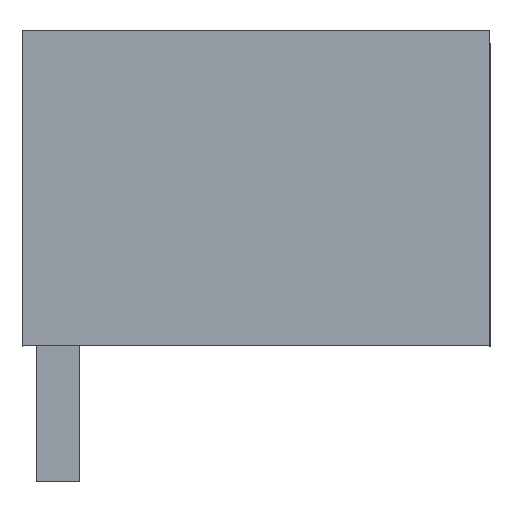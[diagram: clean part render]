
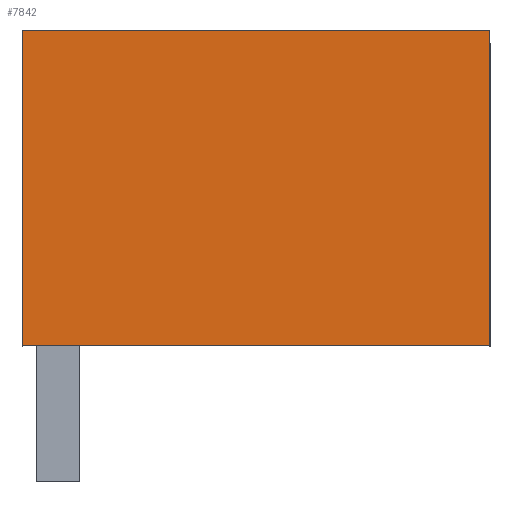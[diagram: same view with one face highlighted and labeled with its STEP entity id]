
A CAD part, left-side view. The second image highlights one B-rep face of the part: STEP entity #7842.
In plain terms, the highlighted planar face has unit normal (-1, 0, 0).
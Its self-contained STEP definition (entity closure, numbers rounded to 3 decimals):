
#7829=AXIS2_PLACEMENT_3D('Plane Axis2P3D',#7826,#7827,#7828) ;
#2768=CARTESIAN_POINT('Vertex',(0.,11.05,3.2)) ;
#2771=CARTESIAN_POINT('Line Origine',(0.,11.05,6.925)) ;
#2775=CARTESIAN_POINT('Vertex',(0.,11.05,10.65)) ;
#3231=CARTESIAN_POINT('Line Origine',(0.,5.525,3.2)) ;
#3235=CARTESIAN_POINT('Vertex',(0.,0.,3.2)) ;
#6630=CARTESIAN_POINT('Line Origine',(0.,5.525,10.65)) ;
#6634=CARTESIAN_POINT('Vertex',(0.,0.,10.65)) ;
#7826=CARTESIAN_POINT('Axis2P3D Location',(0.,-2.377,0.)) ;
#7831=CARTESIAN_POINT('Line Origine',(0.,0.,6.925)) ;
#2772=DIRECTION('Vector Direction',(0.,0.,-1.)) ;
#3232=DIRECTION('Vector Direction',(0.,1.,0.)) ;
#6631=DIRECTION('Vector Direction',(0.,-1.,0.)) ;
#7827=DIRECTION('Axis2P3D Direction',(1.,-0.,0.)) ;
#7828=DIRECTION('Axis2P3D XDirection',(0.,1.,0.)) ;
#7832=DIRECTION('Vector Direction',(0.,0.,1.)) ;
#2773=VECTOR('Line Direction',#2772,1.) ;
#3233=VECTOR('Line Direction',#3232,1.) ;
#6632=VECTOR('Line Direction',#6631,1.) ;
#7833=VECTOR('Line Direction',#7832,1.) ;
#7837=ORIENTED_EDGE('',*,*,#6636,.F.) ;
#7838=ORIENTED_EDGE('',*,*,#2777,.T.) ;
#7839=ORIENTED_EDGE('',*,*,#3237,.F.) ;
#7840=ORIENTED_EDGE('',*,*,#7835,.T.) ;
#7842=ADVANCED_FACE('HOUSING',(#7841),#7830,.F.) ;
#2777=EDGE_CURVE('',#2776,#2769,#2774,.T.) ;
#3237=EDGE_CURVE('',#3236,#2769,#3234,.T.) ;
#6636=EDGE_CURVE('',#2776,#6635,#6633,.T.) ;
#7835=EDGE_CURVE('',#3236,#6635,#7834,.T.) ;
#7836=EDGE_LOOP('',(#7837,#7838,#7839,#7840)) ;
#7841=FACE_OUTER_BOUND('',#7836,.T.) ;
#2774=LINE('Line',#2771,#2773) ;
#3234=LINE('Line',#3231,#3233) ;
#6633=LINE('Line',#6630,#6632) ;
#7834=LINE('Line',#7831,#7833) ;
#7830=PLANE('',#7829) ;
#2769=VERTEX_POINT('',#2768) ;
#2776=VERTEX_POINT('',#2775) ;
#3236=VERTEX_POINT('',#3235) ;
#6635=VERTEX_POINT('',#6634) ;
